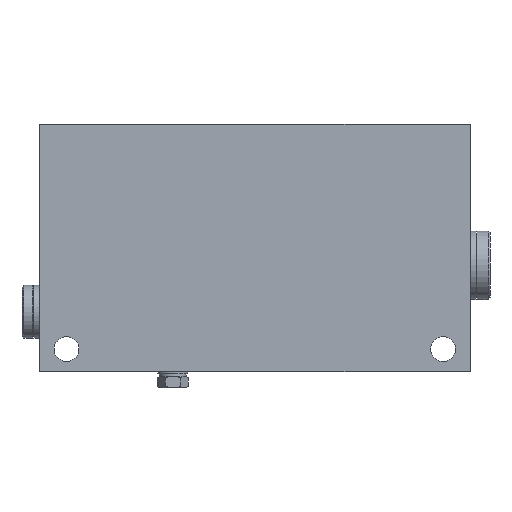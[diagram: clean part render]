
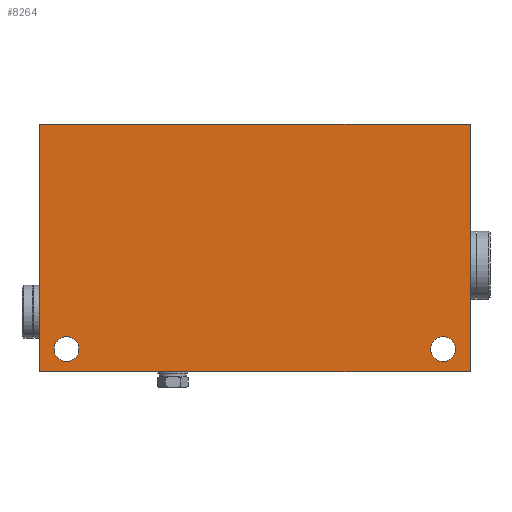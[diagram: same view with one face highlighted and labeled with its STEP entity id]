
A CAD part, front view. The second image highlights one B-rep face of the part: STEP entity #8264.
In plain terms, the highlighted planar face has unit normal (0, -1, 0).
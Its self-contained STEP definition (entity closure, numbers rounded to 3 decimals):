
#367=LINE('',#14943,#1021);
#392=LINE('',#15174,#1046);
#393=LINE('',#15180,#1047);
#394=LINE('',#15182,#1048);
#1021=VECTOR('',#12281,1000.);
#1046=VECTOR('',#12408,1000.);
#1047=VECTOR('',#12415,1000.);
#1048=VECTOR('',#12416,1000.);
#1770=ORIENTED_EDGE('',*,*,#4119,.F.);
#1771=ORIENTED_EDGE('',*,*,#4120,.F.);
#1772=ORIENTED_EDGE('',*,*,#4121,.F.);
#1773=ORIENTED_EDGE('',*,*,#4118,.F.);
#1774=ORIENTED_EDGE('',*,*,#4033,.T.);
#1775=ORIENTED_EDGE('',*,*,#4122,.T.);
#4033=EDGE_CURVE('',#5210,#5209,#367,.T.);
#4118=EDGE_CURVE('',#5210,#5286,#392,.T.);
#4119=EDGE_CURVE('',#5287,#5287,#6082,.T.);
#4120=EDGE_CURVE('',#5288,#5288,#6083,.T.);
#4121=EDGE_CURVE('',#5286,#5289,#393,.T.);
#4122=EDGE_CURVE('',#5209,#5289,#394,.T.);
#5209=VERTEX_POINT('',#14942);
#5210=VERTEX_POINT('',#14944);
#5286=VERTEX_POINT('',#15173);
#5287=VERTEX_POINT('',#15177);
#5288=VERTEX_POINT('',#15179);
#5289=VERTEX_POINT('',#15181);
#6082=CIRCLE('',#11317,3.25);
#6083=CIRCLE('',#11318,3.25);
#6538=EDGE_LOOP('',(#1770));
#6539=EDGE_LOOP('',(#1771));
#6540=EDGE_LOOP('',(#1772,#1773,#1774,#1775));
#7276=FACE_BOUND('',#6538,.T.);
#7277=FACE_BOUND('',#6539,.T.);
#7278=FACE_BOUND('',#6540,.T.);
#7974=PLANE('',#11316);
#8264=ADVANCED_FACE('',(#7276,#7277,#7278),#7974,.T.);
#11316=AXIS2_PLACEMENT_3D('',#15175,#12409,#12410);
#11317=AXIS2_PLACEMENT_3D('',#15176,#12411,#12412);
#11318=AXIS2_PLACEMENT_3D('',#15178,#12413,#12414);
#12281=DIRECTION('',(1.,0.,0.));
#12408=DIRECTION('',(0.,0.,1.));
#12409=DIRECTION('',(0.,-1.,0.));
#12410=DIRECTION('',(0.,0.,-1.));
#12411=DIRECTION('',(0.,-1.,0.));
#12412=DIRECTION('',(0.,0.,-1.));
#12413=DIRECTION('',(0.,-1.,0.));
#12414=DIRECTION('',(0.,0.,-1.));
#12415=DIRECTION('',(1.,0.,0.));
#12416=DIRECTION('',(0.,0.,1.));
#14942=CARTESIAN_POINT('',(113.1,0.,-65.));
#14943=CARTESIAN_POINT('',(0.,0.,-65.));
#14944=CARTESIAN_POINT('',(0.,0.,-65.));
#15173=CARTESIAN_POINT('',(0.,0.,0.));
#15174=CARTESIAN_POINT('',(0.,0.,-65.));
#15175=CARTESIAN_POINT('',(0.,0.,-65.));
#15176=CARTESIAN_POINT('',(106.,0.,-59.));
#15177=CARTESIAN_POINT('',(106.,0.,-62.25));
#15178=CARTESIAN_POINT('',(7.1,0.,-59.));
#15179=CARTESIAN_POINT('',(7.1,0.,-62.25));
#15180=CARTESIAN_POINT('',(0.,0.,0.));
#15181=CARTESIAN_POINT('',(113.1,0.,0.));
#15182=CARTESIAN_POINT('',(113.1,0.,-65.));
